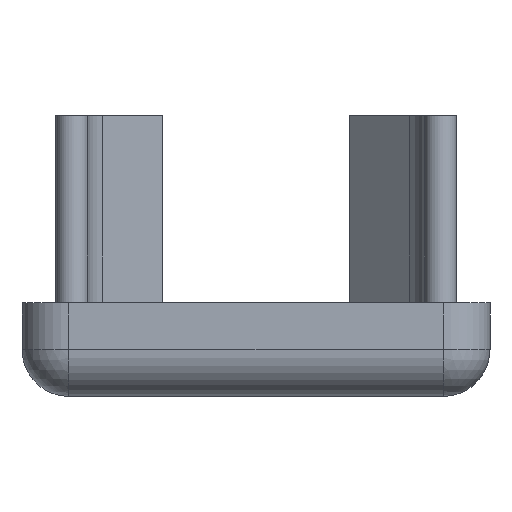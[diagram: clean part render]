
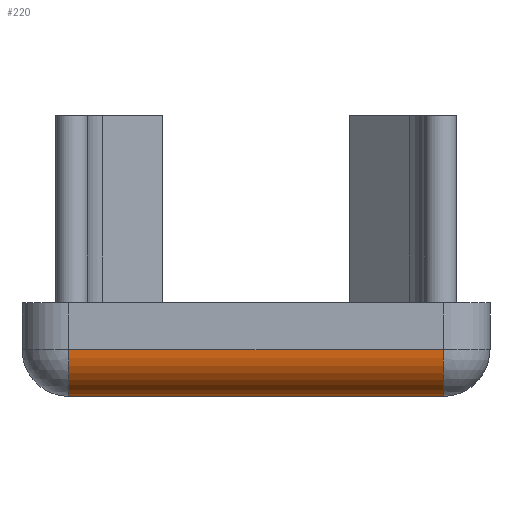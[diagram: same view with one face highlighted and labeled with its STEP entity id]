
A CAD part, front view. The second image highlights one B-rep face of the part: STEP entity #220.
In plain terms, the highlighted cylindrical face has radius 2 mm (diameter 4 mm), a partial arc.
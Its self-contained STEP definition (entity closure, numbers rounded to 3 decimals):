
#49=CARTESIAN_POINT('',(-8.,-118.0,0.0));
#50=VERTEX_POINT('',#49);
#148=CARTESIAN_POINT('',(8.,-118.,0.0));
#149=VERTEX_POINT('',#148);
#183=CARTESIAN_POINT('',(4.,-118.0,2.0));
#184=DIRECTION('',(-1.0,0.0,0.0));
#185=DIRECTION('',(0.0,-0.707,-0.707));
#186=AXIS2_PLACEMENT_3D('',#183,#184,#185);
#187=CYLINDRICAL_SURFACE('',#186,2.0);
#188=CARTESIAN_POINT('',(8.,-120.0,2.0));
#189=VERTEX_POINT('',#188);
#190=CARTESIAN_POINT('',(8.,-118.0,2.0));
#191=DIRECTION('',(-1.0,0.0,0.0));
#192=DIRECTION('',(0.0,0.0,-1.0));
#193=AXIS2_PLACEMENT_3D('',#190,#191,#192);
#194=CIRCLE('',#193,2.0);
#195=EDGE_CURVE('',#149,#189,#194,.T.);
#196=ORIENTED_EDGE('',*,*,#195,.T.);
#197=CARTESIAN_POINT('',(-8.,-120.0,2.0));
#198=VERTEX_POINT('',#197);
#199=CARTESIAN_POINT('',(8.,-120.0,2.0));
#200=DIRECTION('',(-1.0,0.0,0.0));
#201=VECTOR('',#200,16.);
#202=LINE('',#199,#201);
#203=EDGE_CURVE('',#189,#198,#202,.T.);
#204=ORIENTED_EDGE('',*,*,#203,.T.);
#205=CARTESIAN_POINT('',(-8.,-118.0,2.0));
#206=DIRECTION('',(1.0,0.0,0.0));
#207=DIRECTION('',(0.0,-1.0,0.0));
#208=AXIS2_PLACEMENT_3D('',#205,#206,#207);
#209=CIRCLE('',#208,2.);
#210=EDGE_CURVE('',#198,#50,#209,.T.);
#211=ORIENTED_EDGE('',*,*,#210,.T.);
#212=CARTESIAN_POINT('',(-8.,-118.0,0.0));
#213=DIRECTION('',(1.0,0.0,0.0));
#214=VECTOR('',#213,16.);
#215=LINE('',#212,#214);
#216=EDGE_CURVE('',#50,#149,#215,.T.);
#217=ORIENTED_EDGE('',*,*,#216,.T.);
#218=EDGE_LOOP('',(#196,#204,#211,#217));
#219=FACE_OUTER_BOUND('',#218,.T.);
#220=ADVANCED_FACE('',(#219),#187,.T.);
